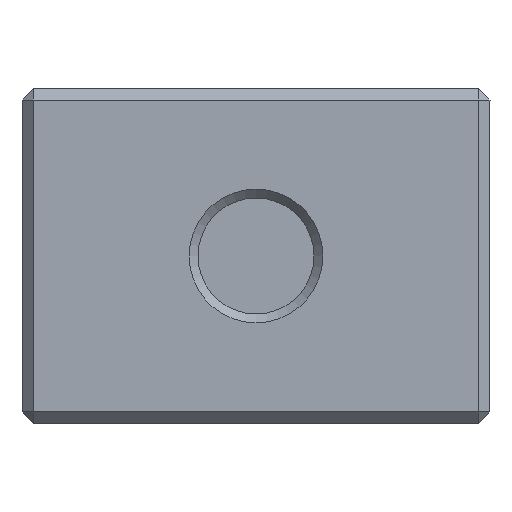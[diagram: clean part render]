
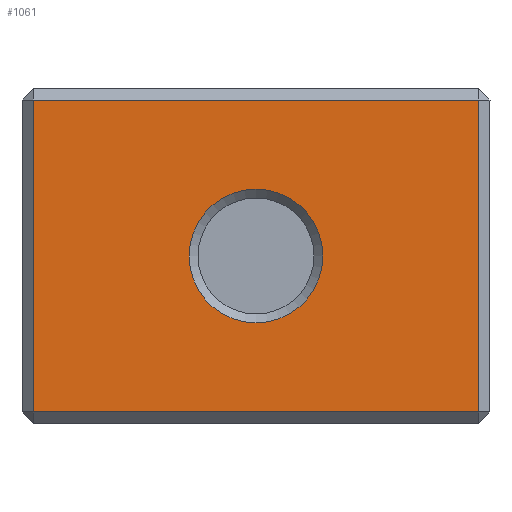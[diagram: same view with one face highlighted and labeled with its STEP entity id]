
A CAD part, front view. The second image highlights one B-rep face of the part: STEP entity #1061.
In plain terms, the highlighted planar face has unit normal (0, -1, 0).
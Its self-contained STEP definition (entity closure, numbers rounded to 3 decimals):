
#22=FACE_BOUND('',#383,.T.);
#106=LINE('',#2801,#203);
#107=LINE('',#2803,#204);
#108=LINE('',#2805,#205);
#109=LINE('',#2806,#206);
#203=VECTOR('',#1335,10.);
#204=VECTOR('',#1336,10.);
#205=VECTOR('',#1337,10.);
#206=VECTOR('',#1338,10.);
#313=FACE_OUTER_BOUND('',#382,.T.);
#382=EDGE_LOOP('',(#850,#851,#852,#853));
#383=EDGE_LOOP('',(#854));
#432=CIRCLE('',#1149,3.);
#492=VERTEX_POINT('',#2762);
#503=VERTEX_POINT('',#2799);
#504=VERTEX_POINT('',#2800);
#505=VERTEX_POINT('',#2802);
#506=VERTEX_POINT('',#2804);
#608=EDGE_CURVE('',#492,#492,#432,.T.);
#625=EDGE_CURVE('',#503,#504,#106,.T.);
#626=EDGE_CURVE('',#505,#503,#107,.T.);
#627=EDGE_CURVE('',#506,#505,#108,.T.);
#628=EDGE_CURVE('',#504,#506,#109,.T.);
#850=ORIENTED_EDGE('',*,*,#625,.F.);
#851=ORIENTED_EDGE('',*,*,#626,.F.);
#852=ORIENTED_EDGE('',*,*,#627,.F.);
#853=ORIENTED_EDGE('',*,*,#628,.F.);
#854=ORIENTED_EDGE('',*,*,#608,.T.);
#996=PLANE('',#1158);
#1061=ADVANCED_FACE('',(#313,#22),#996,.T.);
#1149=AXIS2_PLACEMENT_3D('',#2764,#1300,#1301);
#1158=AXIS2_PLACEMENT_3D('',#2798,#1333,#1334);
#1300=DIRECTION('center_axis',(0.,1.,0.));
#1301=DIRECTION('ref_axis',(1.,0.,0.));
#1333=DIRECTION('center_axis',(0.,-1.,0.));
#1334=DIRECTION('ref_axis',(-1.,0.,0.));
#1335=DIRECTION('',(1.,0.,0.));
#1336=DIRECTION('',(0.,0.,1.));
#1337=DIRECTION('',(-1.,0.,0.));
#1338=DIRECTION('',(0.,0.,-1.));
#2762=CARTESIAN_POINT('',(-215.7,-55.,7.62));
#2764=CARTESIAN_POINT('Origin',(-218.7,-55.,7.62));
#2798=CARTESIAN_POINT('Origin',(-381.45,-55.,15.12));
#2799=CARTESIAN_POINT('',(-228.7,-55.,14.62));
#2800=CARTESIAN_POINT('',(-208.7,-55.,14.62));
#2801=CARTESIAN_POINT('',(-381.45,-55.,14.62));
#2802=CARTESIAN_POINT('',(-228.7,-55.,0.62));
#2803=CARTESIAN_POINT('',(-228.7,-55.,11.37));
#2804=CARTESIAN_POINT('',(-208.7,-55.,0.62));
#2805=CARTESIAN_POINT('',(-381.45,-55.,0.62));
#2806=CARTESIAN_POINT('',(-208.7,-55.,11.37));
